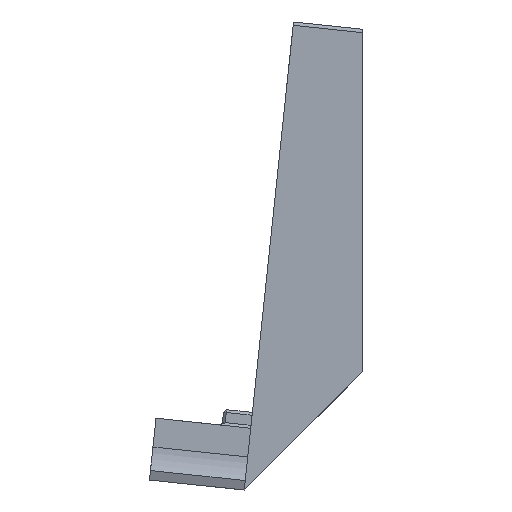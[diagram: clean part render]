
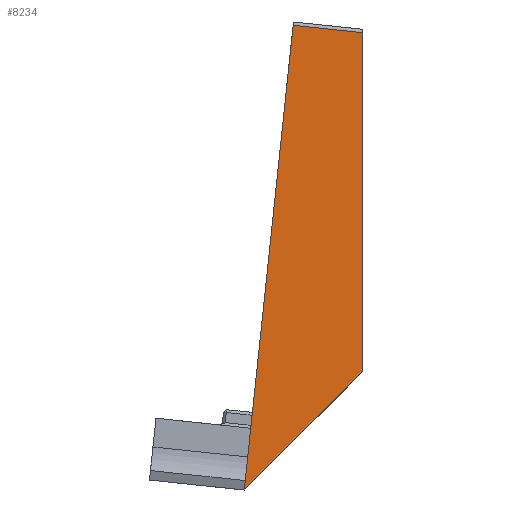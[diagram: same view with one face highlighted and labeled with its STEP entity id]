
A CAD part, left-side view. The second image highlights one B-rep face of the part: STEP entity #8234.
In plain terms, the highlighted planar face has unit normal (-1, 0, 0).
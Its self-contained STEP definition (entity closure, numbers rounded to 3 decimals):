
#183=PLANE('',#8493);
#717=FACE_OUTER_BOUND('',#1171,.T.);
#1171=EDGE_LOOP('',(#7172,#7173,#7174,#7175));
#1789=LINE('',#10272,#2434);
#1944=LINE('',#10829,#2589);
#2350=LINE('',#16868,#2995);
#2351=LINE('',#16870,#2996);
#2434=VECTOR('',#8644,10.);
#2589=VECTOR('',#9041,10.);
#2995=VECTOR('',#9599,10.);
#2996=VECTOR('',#9602,10.);
#3091=VERTEX_POINT('',#10269);
#3092=VERTEX_POINT('',#10271);
#3215=VERTEX_POINT('',#10827);
#3811=VERTEX_POINT('',#16864);
#3930=EDGE_CURVE('',#3091,#3092,#1789,.T.);
#4133=EDGE_CURVE('',#3215,#3091,#1944,.T.);
#5039=EDGE_CURVE('',#3092,#3811,#2350,.T.);
#5040=EDGE_CURVE('',#3811,#3215,#2351,.T.);
#7172=ORIENTED_EDGE('',*,*,#5039,.F.);
#7173=ORIENTED_EDGE('',*,*,#3930,.F.);
#7174=ORIENTED_EDGE('',*,*,#4133,.F.);
#7175=ORIENTED_EDGE('',*,*,#5040,.F.);
#8234=ADVANCED_FACE('',(#717),#183,.F.);
#8493=AXIS2_PLACEMENT_3D('',#16869,#9600,#9601);
#8644=DIRECTION('',(0.,-0.105,0.995));
#9041=DIRECTION('',(0.,0.707,-0.707));
#9599=DIRECTION('',(0.,-0.995,-0.105));
#9600=DIRECTION('center_axis',(1.,0.,0.));
#9601=DIRECTION('ref_axis',(0.,0.,-1.));
#9602=DIRECTION('',(0.,0.,-1.));
#10269=CARTESIAN_POINT('',(-85.575,-3.892,-55.213));
#10271=CARTESIAN_POINT('',(-85.575,-8.962,-6.971));
#10272=CARTESIAN_POINT('',(-85.575,-5.188,-42.88));
#10827=CARTESIAN_POINT('',(-85.575,-16.164,-42.941));
#10829=CARTESIAN_POINT('',(-85.575,-17.636,-41.469));
#16864=CARTESIAN_POINT('',(-85.575,-16.164,-7.728));
#16868=CARTESIAN_POINT('',(-85.575,-10.734,-7.157));
#16869=CARTESIAN_POINT('Origin',(-85.575,-10.028,-30.918));
#16870=CARTESIAN_POINT('',(-85.575,-16.164,-19.147));
